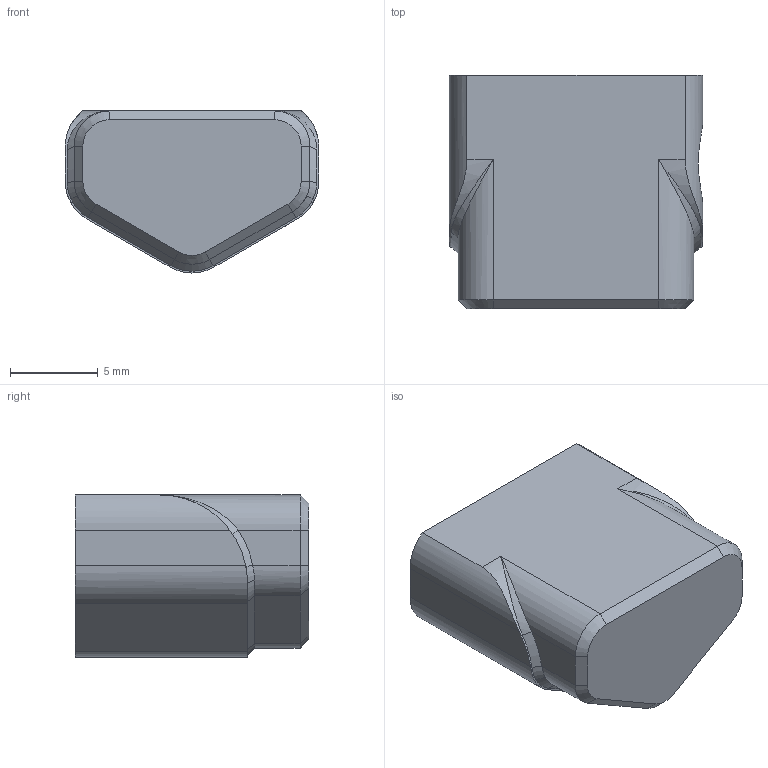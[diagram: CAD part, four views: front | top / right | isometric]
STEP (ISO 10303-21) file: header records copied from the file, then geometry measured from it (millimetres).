
FILE_DESCRIPTION(/* description */ (''),/* implementation_level */ '2;1');
FILE_NAME(/* name */ 'Skirt_Power_LED.step',/* time_stamp */ '2021-10-06T17:44:16+02:00',/* author */ (''),/* organization */ (''),/* preprocessor_version */ 'ST-DEVELOPER v18.1',/* originating_system */ 'Autodesk Translation Framework v10.10.0.1391',/* authorisation */ '');
FILE_SCHEMA (('AUTOMOTIVE_DESIGN { 1 0 10303 214 3 1 1 }'));
Length unit declared in the file: millimetre
Products named in the file (1): Front LED
Bounding box: 14.42 x 13.3 x 9.22 mm (x, y, z)
Volume: 1099.8 mm3; surface area: 892.3 mm2
Topology: 1 solids, 1 shells, 51 faces, 124 edges, 74 vertices
Faces by surface type: plane 22, cylinder 15, cone 10, bspline 4
Full cylindrical faces by diameter (mm): 5.15 x1
Entity records: 2635 total; most frequent: CARTESIAN_POINT 1435, ORIENTED_EDGE 244, DIRECTION 240, EDGE_CURVE 122, AXIS2_PLACEMENT_3D 85, VERTEX_POINT 74, LINE 70, VECTOR 70
